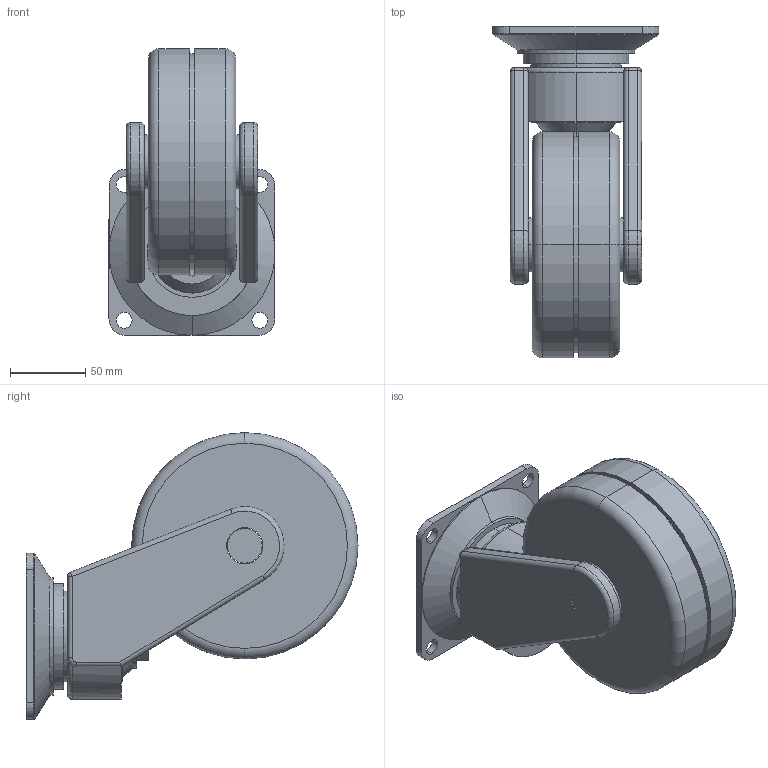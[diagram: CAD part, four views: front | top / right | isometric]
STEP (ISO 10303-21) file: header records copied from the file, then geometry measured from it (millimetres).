
FILE_DESCRIPTION (( 'STEP AP203' ), '1' );
FILE_NAME ('sone3D.STEP', '2014-01-21T00:22:34', ( '' ), ( '' ), 'SwSTEP 2.0', 'SolidWorks 2012', '' );
FILE_SCHEMA (( 'CONFIG_CONTROL_DESIGN' ));
Length unit declared in the file: millimetre
Products named in the file (4): sone3D; K-100X-N-150僫僢僩_; K-100X-N-150僺儞_; K-100X-N-150_
Assembly tree (3 placements, depth 2):
  sone3D
    K-100X-N-150_
    K-100X-N-150僺儞_
    K-100X-N-150僫僢僩_
Bounding box: 110 x 220 x 190 mm (x, y, z)
Volume: 1598220.4 mm3; surface area: 154877 mm2
Topology: 3 solids, 3 shells, 129 faces, 295 edges, 178 vertices
Faces by surface type: cylinder 66, plane 40, torus 15, cone 4, sphere 4
Entity records: 4134 total; most frequent: CARTESIAN_POINT 710, DIRECTION 700, ORIENTED_EDGE 582, EDGE_CURVE 291, AXIS2_PLACEMENT_3D 284, VERTEX_POINT 178, EDGE_LOOP 153, CIRCLE 149
